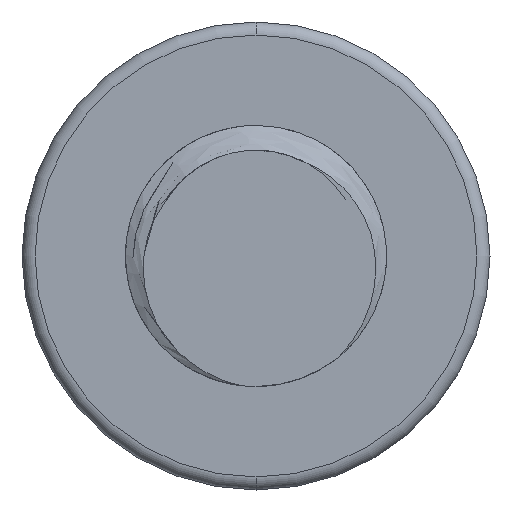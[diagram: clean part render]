
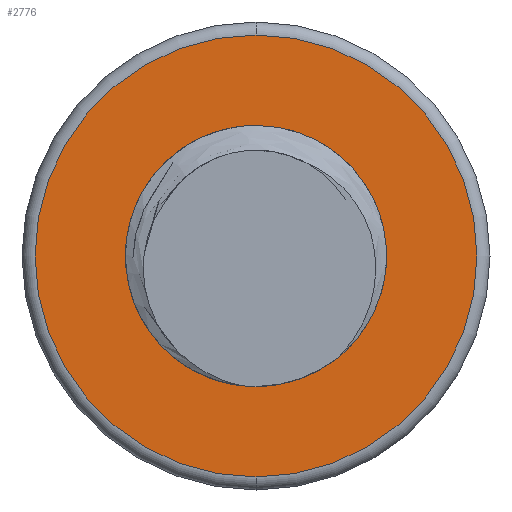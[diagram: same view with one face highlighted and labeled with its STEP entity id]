
A CAD part, front view. The second image highlights one B-rep face of the part: STEP entity #2776.
In plain terms, the highlighted planar face has unit normal (0, -1, 0).
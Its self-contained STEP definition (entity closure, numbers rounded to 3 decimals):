
#52 = ORIENTED_EDGE ( 'NONE', *, *, #4648, .T. ) ;
#177 = AXIS2_PLACEMENT_3D ( 'NONE', #5208, #2904, #1060 ) ;
#725 = DIRECTION ( 'NONE',  ( 0., 1., 0. ) ) ;
#734 = ORIENTED_EDGE ( 'NONE', *, *, #5486, .T. ) ;
#1060 = DIRECTION ( 'NONE',  ( 0., 0., -1. ) ) ;
#1070 = ORIENTED_EDGE ( 'NONE', *, *, #3267, .T. ) ;
#1126 = VERTEX_POINT ( 'NONE', #1331 ) ;
#1224 = DIRECTION ( 'NONE',  ( 0., 0., 1. ) ) ;
#1331 = CARTESIAN_POINT ( 'NONE',  ( 0., 16., -3.386 ) ) ;
#1343 = PLANE ( 'NONE',  #2817 ) ;
#1408 = VERTEX_POINT ( 'NONE', #2258 ) ;
#2052 = EDGE_CURVE ( 'NONE', #5444, #4188, #3303, .T. ) ;
#2216 = DIRECTION ( 'NONE',  ( 0., -1., 0. ) ) ;
#2258 = CARTESIAN_POINT ( 'NONE',  ( 0., 16., 3.386 ) ) ;
#2264 = CARTESIAN_POINT ( 'NONE',  ( 0., 16., 0. ) ) ;
#2317 = CARTESIAN_POINT ( 'NONE',  ( -1.695, 16., -1.061 ) ) ;
#2423 = AXIS2_PLACEMENT_3D ( 'NONE', #3607, #5916, #5950 ) ;
#2673 = FACE_BOUND ( 'NONE', #5438, .T. ) ;
#2726 = CIRCLE ( 'NONE', #2423, 3.386 ) ;
#2776 = ADVANCED_FACE ( 'NONE', ( #2673, #3181 ), #1343, .T. ) ;
#2813 = AXIS2_PLACEMENT_3D ( 'NONE', #5109, #3356, #4744 ) ;
#2817 = AXIS2_PLACEMENT_3D ( 'NONE', #4931, #2216, #4091 ) ;
#2828 = CIRCLE ( 'NONE', #177, 3.386 ) ;
#2846 = CARTESIAN_POINT ( 'NONE',  ( -0.437, 16., -1.952 ) ) ;
#2904 = DIRECTION ( 'NONE',  ( 0., -1., 0. ) ) ;
#3181 = FACE_OUTER_BOUND ( 'NONE', #5393, .T. ) ;
#3267 = EDGE_CURVE ( 'NONE', #1126, #1408, #2726, .T. ) ;
#3303 = CIRCLE ( 'NONE', #2813, 2. ) ;
#3356 = DIRECTION ( 'NONE',  ( 0., 1., 0. ) ) ;
#3607 = CARTESIAN_POINT ( 'NONE',  ( 0., 16., 0. ) ) ;
#4091 = DIRECTION ( 'NONE',  ( 0., 0., -1. ) ) ;
#4103 = CIRCLE ( 'NONE', #5360, 2. ) ;
#4188 = VERTEX_POINT ( 'NONE', #2846 ) ;
#4573 = ORIENTED_EDGE ( 'NONE', *, *, #2052, .T. ) ;
#4648 = EDGE_CURVE ( 'NONE', #4188, #5444, #4103, .T. ) ;
#4744 = DIRECTION ( 'NONE',  ( 0., 0., 1. ) ) ;
#4931 = CARTESIAN_POINT ( 'NONE',  ( 0., 16., 0. ) ) ;
#5109 = CARTESIAN_POINT ( 'NONE',  ( 0., 16., 0. ) ) ;
#5208 = CARTESIAN_POINT ( 'NONE',  ( 0., 16., 0. ) ) ;
#5360 = AXIS2_PLACEMENT_3D ( 'NONE', #2264, #725, #1224 ) ;
#5393 = EDGE_LOOP ( 'NONE', ( #1070, #734 ) ) ;
#5438 = EDGE_LOOP ( 'NONE', ( #4573, #52 ) ) ;
#5444 = VERTEX_POINT ( 'NONE', #2317 ) ;
#5486 = EDGE_CURVE ( 'NONE', #1408, #1126, #2828, .T. ) ;
#5916 = DIRECTION ( 'NONE',  ( 0., -1., 0. ) ) ;
#5950 = DIRECTION ( 'NONE',  ( 0., 0., -1. ) ) ;
